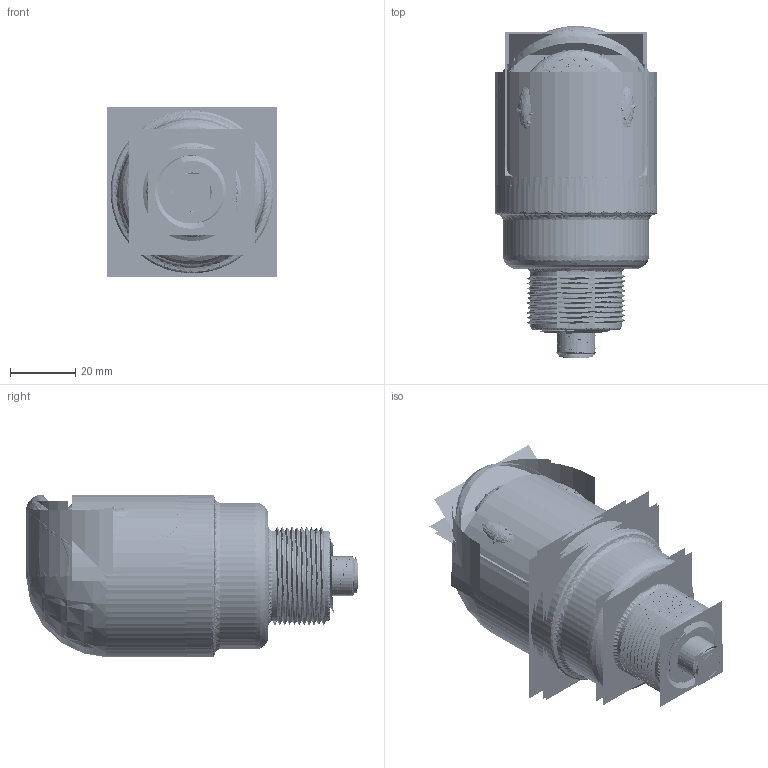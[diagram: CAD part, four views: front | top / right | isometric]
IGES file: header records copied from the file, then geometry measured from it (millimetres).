
Start section:  PTC IGES file: 155018.igs
Global section: file name: 155018.igs; native system: Creo Parametric by PTC Inc.; preprocessor: 2016260; author: PDMAdmin; organization: Unknown; date: 20170307.105924; units: millimetre
Bounding box: 52 x 101.88 x 52 mm (x, y, z)
Volume: 67621.8 mm3; surface area: 540157.9 mm2
Topology: 9 solids, 51 shells, 4158 faces, 26730 edges, 37286 vertices
Faces by surface type: bspline 2104, revolution 2004, extrusion 50
